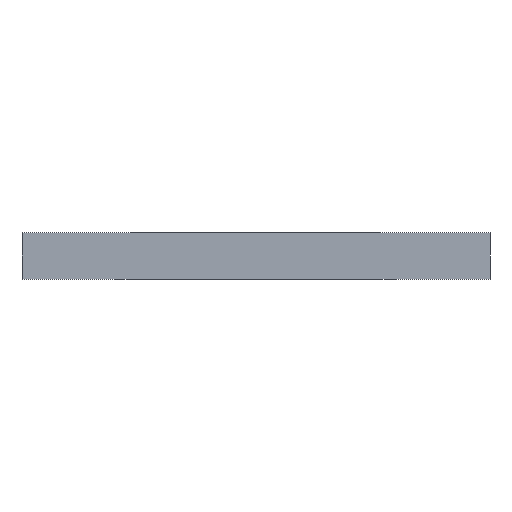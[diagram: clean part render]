
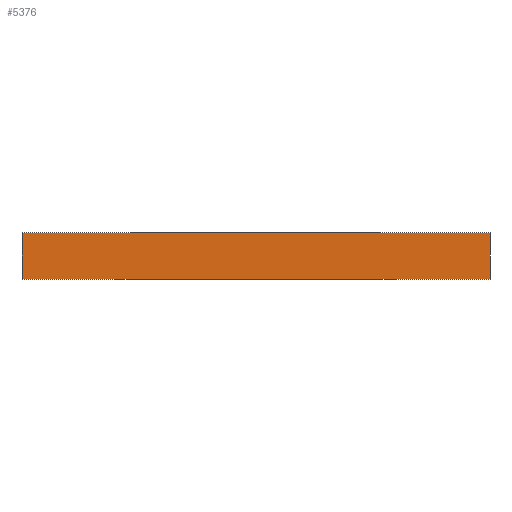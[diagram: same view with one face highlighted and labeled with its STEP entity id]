
A CAD part, front view. The second image highlights one B-rep face of the part: STEP entity #5376.
In plain terms, the highlighted planar face has unit normal (0, -1, 0).
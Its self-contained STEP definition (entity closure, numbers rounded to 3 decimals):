
#257 = EDGE_CURVE ( 'NONE', #11590, #9895, #12367, .T. ) ;
#379 = LINE ( 'NONE', #6604, #8443 ) ;
#393 = DIRECTION ( 'NONE',  ( 0., 0., -1. ) ) ;
#853 = EDGE_CURVE ( 'NONE', #3081, #11975, #1013, .T. ) ;
#971 = DIRECTION ( 'NONE',  ( 0., 1., 0. ) ) ;
#1013 = LINE ( 'NONE', #9361, #1550 ) ;
#1550 = VECTOR ( 'NONE', #4224, 1000. ) ;
#2795 = ORIENTED_EDGE ( 'NONE', *, *, #853, .F. ) ;
#2958 = EDGE_LOOP ( 'NONE', ( #12715, #8776, #2795, #8250 ) ) ;
#3081 = VERTEX_POINT ( 'NONE', #10764 ) ;
#3674 = AXIS2_PLACEMENT_3D ( 'NONE', #12259, #971, #6052 ) ;
#3988 = PLANE ( 'NONE',  #3674 ) ;
#4224 = DIRECTION ( 'NONE',  ( 1., 0., 0. ) ) ;
#5067 = VECTOR ( 'NONE', #12775, 1000. ) ;
#5223 = EDGE_CURVE ( 'NONE', #11975, #9895, #10420, .T. ) ;
#5376 = ADVANCED_FACE ( 'NONE', ( #7159 ), #3988, .F. ) ;
#6052 = DIRECTION ( 'NONE',  ( 0., 0., 1. ) ) ;
#6573 = CARTESIAN_POINT ( 'NONE',  ( 15., 0., 0. ) ) ;
#6604 = CARTESIAN_POINT ( 'NONE',  ( -15., 0., 3. ) ) ;
#7159 = FACE_OUTER_BOUND ( 'NONE', #2958, .T. ) ;
#8250 = ORIENTED_EDGE ( 'NONE', *, *, #11354, .T. ) ;
#8443 = VECTOR ( 'NONE', #9652, 1000. ) ;
#8553 = CARTESIAN_POINT ( 'NONE',  ( 15., 0., 3. ) ) ;
#8776 = ORIENTED_EDGE ( 'NONE', *, *, #5223, .F. ) ;
#9361 = CARTESIAN_POINT ( 'NONE',  ( 15., 0., 3. ) ) ;
#9652 = DIRECTION ( 'NONE',  ( 0., 0., -1. ) ) ;
#9895 = VERTEX_POINT ( 'NONE', #12724 ) ;
#10296 = CARTESIAN_POINT ( 'NONE',  ( -15., 0., 0. ) ) ;
#10420 = LINE ( 'NONE', #8553, #11241 ) ;
#10764 = CARTESIAN_POINT ( 'NONE',  ( -15., 0., 3. ) ) ;
#11241 = VECTOR ( 'NONE', #393, 1000. ) ;
#11354 = EDGE_CURVE ( 'NONE', #3081, #11590, #379, .T. ) ;
#11590 = VERTEX_POINT ( 'NONE', #10296 ) ;
#11975 = VERTEX_POINT ( 'NONE', #12222 ) ;
#12222 = CARTESIAN_POINT ( 'NONE',  ( 15., 0., 3. ) ) ;
#12259 = CARTESIAN_POINT ( 'NONE',  ( 15., 0., 3. ) ) ;
#12367 = LINE ( 'NONE', #6573, #5067 ) ;
#12715 = ORIENTED_EDGE ( 'NONE', *, *, #257, .T. ) ;
#12724 = CARTESIAN_POINT ( 'NONE',  ( 15., 0., 0. ) ) ;
#12775 = DIRECTION ( 'NONE',  ( 1., 0., 0. ) ) ;
